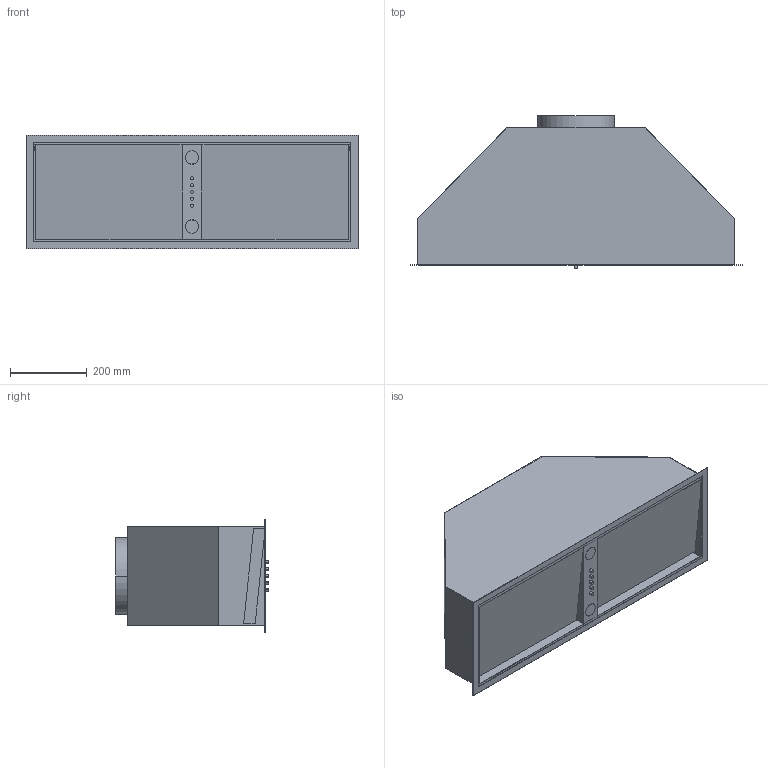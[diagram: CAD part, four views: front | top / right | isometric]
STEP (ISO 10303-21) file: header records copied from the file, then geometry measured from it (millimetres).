
FILE_DESCRIPTION((''),'2;1');
FILE_NAME('UM-9S','2021-02-12T',('seona'),(''),'CREO PARAMETRIC BY PTC INC, 2016260','CREO PARAMETRIC BY PTC INC, 2016260','');
FILE_SCHEMA(('CONFIG_CONTROL_DESIGN'));
Length unit declared in the file: millimetre
Products named in the file (1): UM-9S
Bounding box: 863.6 x 396.5 x 295 mm (x, y, z)
Volume: 7020455.3 mm3; surface area: 2218386.9 mm2
Topology: 3 solids, 3 shells, 76 faces, 178 edges, 116 vertices
Faces by surface type: plane 54, cylinder 22
Entity records: 2212 total; most frequent: DIRECTION 374, CARTESIAN_POINT 370, ORIENTED_EDGE 356, EDGE_CURVE 178, VECTOR 134, LINE 134, AXIS2_PLACEMENT_3D 120, VERTEX_POINT 116
